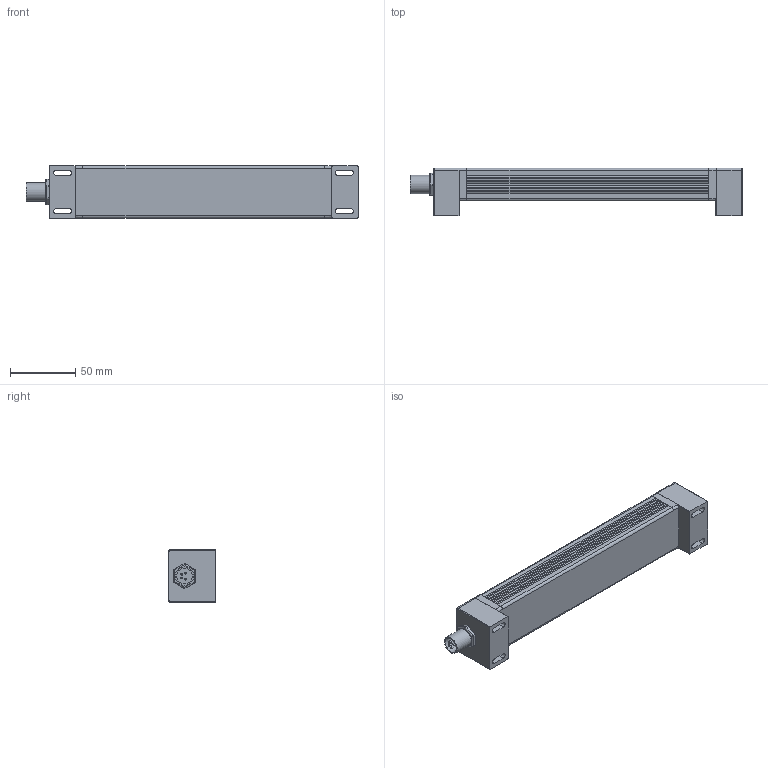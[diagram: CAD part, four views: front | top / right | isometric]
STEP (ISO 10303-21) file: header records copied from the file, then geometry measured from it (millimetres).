
FILE_DESCRIPTION(/* description */ ('Alibre Inc.'),/* implementation_level */ '2;1');
FILE_NAME(/* name */ 'export0',/* time_stamp */ '2016-03-24T16:52:19+01:00',/* author */ (''),/* organization */ (''),/* preprocessor_version */ 'ST-DEVELOPER v14',/* originating_system */ 'Alibre',/* authorisation */ '');
FILE_SCHEMA (('AUTOMOTIVE_DESIGN'));
Length unit declared in the file: centimetre
Bounding box: 254 x 36.5 x 40.04 mm (x, y, z)
Volume: 238923.4 mm3; surface area: 44641.8 mm2
Topology: 1 solids, 1 shells, 190 faces, 480 edges, 298 vertices
Faces by surface type: plane 108, cylinder 70, torus 6, sphere 6
Full cylindrical faces by diameter (mm): 1.5 x4, 12 x1, 14 x1
Entity records: 5402 total; most frequent: CARTESIAN_POINT 1157, ORIENTED_EDGE 940, DIRECTION 774, EDGE_CURVE 470, AXIS2_PLACEMENT_3D 297, VERTEX_POINT 296, VECTOR 258, LINE 258
